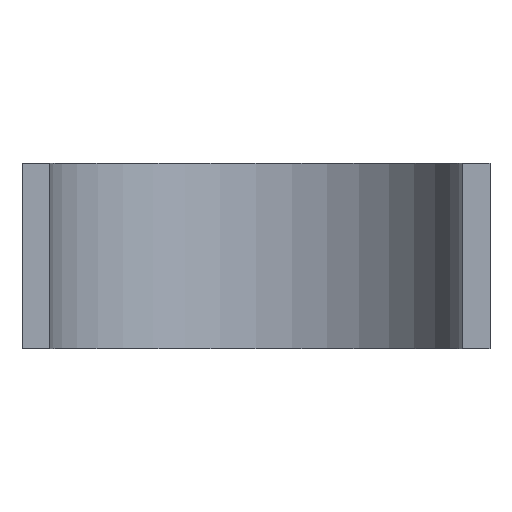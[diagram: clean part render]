
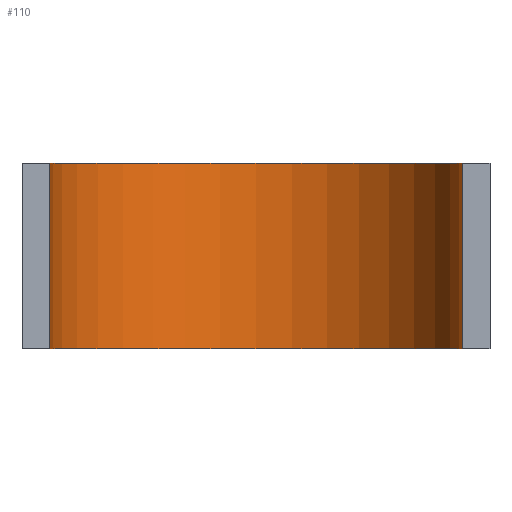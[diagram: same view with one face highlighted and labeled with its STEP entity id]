
A CAD part, front view. The second image highlights one B-rep face of the part: STEP entity #110.
In plain terms, the highlighted cylindrical face has radius 44.5 mm (diameter 89 mm), a partial arc.
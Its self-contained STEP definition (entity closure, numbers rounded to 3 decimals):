
#31 = DIRECTION ( 'NONE',  ( -1., 0., 0. ) ) ;
#63 = CARTESIAN_POINT ( 'NONE',  ( 0., 130.5, 20. ) ) ;
#65 = DIRECTION ( 'NONE',  ( 0., 0., -1. ) ) ;
#83 = ORIENTED_EDGE ( 'NONE', *, *, #218, .F. ) ;
#110 = ADVANCED_FACE ( 'NONE', ( #182 ), #194, .F. ) ;
#111 = VERTEX_POINT ( 'NONE', #288 ) ;
#147 = EDGE_CURVE ( 'NONE', #265, #207, #428, .T. ) ;
#171 = DIRECTION ( 'NONE',  ( 0., 0., -1. ) ) ;
#172 = ORIENTED_EDGE ( 'NONE', *, *, #333, .F. ) ;
#182 = FACE_OUTER_BOUND ( 'NONE', #276, .T. ) ;
#194 = CYLINDRICAL_SURFACE ( 'NONE', #397, 44.5 ) ;
#207 = VERTEX_POINT ( 'NONE', #363 ) ;
#218 = EDGE_CURVE ( 'NONE', #302, #111, #291, .T. ) ;
#226 = CIRCLE ( 'NONE', #313, 44.5 ) ;
#234 = DIRECTION ( 'NONE',  ( -1., 0., 0. ) ) ;
#255 = DIRECTION ( 'NONE',  ( 0., 0., -1. ) ) ;
#262 = CARTESIAN_POINT ( 'NONE',  ( -44.5, 130.5, 20. ) ) ;
#265 = VERTEX_POINT ( 'NONE', #358 ) ;
#271 = VECTOR ( 'NONE', #255, 1000. ) ;
#276 = EDGE_LOOP ( 'NONE', ( #417, #83, #172, #343 ) ) ;
#288 = CARTESIAN_POINT ( 'NONE',  ( 44.5, 130.5, -20. ) ) ;
#291 = LINE ( 'NONE', #392, #297 ) ;
#292 = EDGE_CURVE ( 'NONE', #207, #111, #226, .T. ) ;
#297 = VECTOR ( 'NONE', #391, 1000. ) ;
#302 = VERTEX_POINT ( 'NONE', #339 ) ;
#304 = CIRCLE ( 'NONE', #387, 44.5 ) ;
#313 = AXIS2_PLACEMENT_3D ( 'NONE', #396, #171, #373 ) ;
#333 = EDGE_CURVE ( 'NONE', #265, #302, #304, .T. ) ;
#339 = CARTESIAN_POINT ( 'NONE',  ( 44.5, 130.5, 20. ) ) ;
#343 = ORIENTED_EDGE ( 'NONE', *, *, #147, .T. ) ;
#358 = CARTESIAN_POINT ( 'NONE',  ( -44.5, 130.5, 20. ) ) ;
#363 = CARTESIAN_POINT ( 'NONE',  ( -44.5, 130.5, -20. ) ) ;
#366 = CARTESIAN_POINT ( 'NONE',  ( 0., 130.5, 20. ) ) ;
#373 = DIRECTION ( 'NONE',  ( -1., 0., 0. ) ) ;
#387 = AXIS2_PLACEMENT_3D ( 'NONE', #366, #65, #234 ) ;
#391 = DIRECTION ( 'NONE',  ( 0., 0., -1. ) ) ;
#392 = CARTESIAN_POINT ( 'NONE',  ( 44.5, 130.5, 20. ) ) ;
#393 = DIRECTION ( 'NONE',  ( 0., 0., -1. ) ) ;
#396 = CARTESIAN_POINT ( 'NONE',  ( 0., 130.5, -20. ) ) ;
#397 = AXIS2_PLACEMENT_3D ( 'NONE', #63, #393, #31 ) ;
#417 = ORIENTED_EDGE ( 'NONE', *, *, #292, .T. ) ;
#428 = LINE ( 'NONE', #262, #271 ) ;
